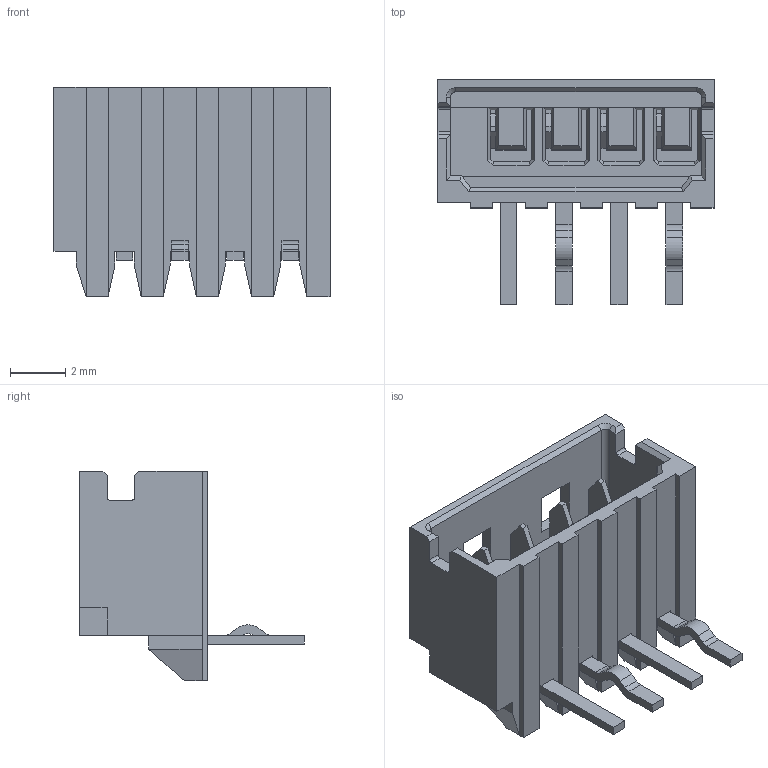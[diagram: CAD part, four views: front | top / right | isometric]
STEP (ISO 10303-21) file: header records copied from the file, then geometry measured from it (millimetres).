
FILE_DESCRIPTION((''),'2;1');
FILE_NAME('530150410','2016-09-27T',('rlalsangi'),(''),'PRO/ENGINEER BY PARAMETRIC TECHNOLOGY CORPORATION, 2012310','PRO/ENGINEER BY PARAMETRIC TECHNOLOGY CORPORATION, 2012310','');
FILE_SCHEMA(('CONFIG_CONTROL_DESIGN'));
Length unit declared in the file: millimetre
Products named in the file (1): 530150410
Bounding box: 10 x 8.15 x 7.6 mm (x, y, z)
Volume: 150 mm3; surface area: 509.3 mm2
Topology: 5 solids, 5 shells, 278 faces, 723 edges, 455 vertices
Faces by surface type: plane 256, cylinder 20, cone 2
Entity records: 8276 total; most frequent: CARTESIAN_POINT 1442, ORIENTED_EDGE 1416, DIRECTION 1331, EDGE_CURVE 708, VECTOR 673, LINE 673, VERTEX_POINT 440, AXIS2_PLACEMENT_3D 329
